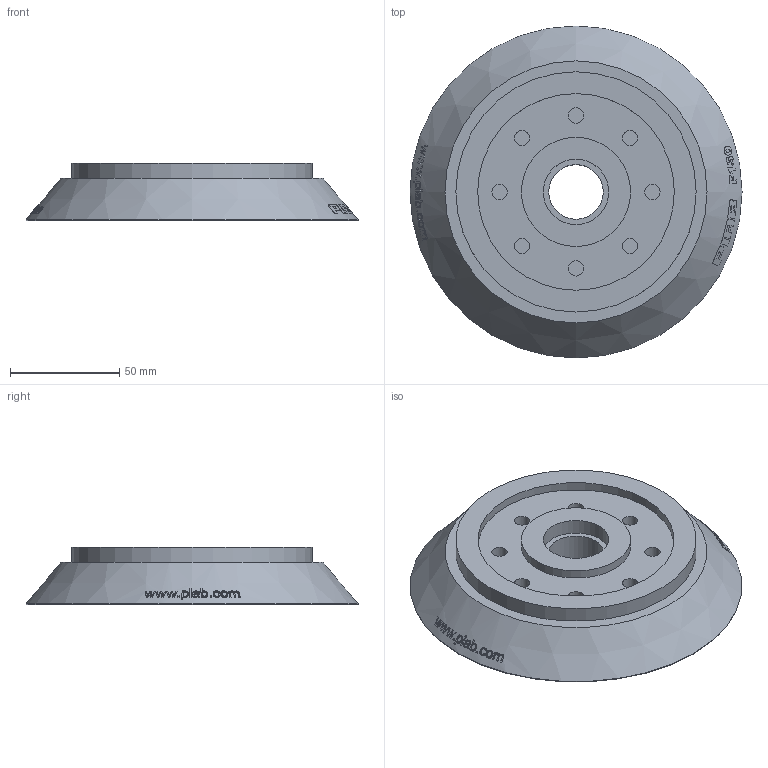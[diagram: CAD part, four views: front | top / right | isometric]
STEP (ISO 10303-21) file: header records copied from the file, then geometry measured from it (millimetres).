
FILE_DESCRIPTION( ( 'Unknown' ), '1' );
FILE_NAME( 'SE-0412780.stp', 'Unknown', ( 'Unknown' ), ( 'Unknown' ), 'PSStep 17.0.49', 'Unknown', ' ' );
FILE_SCHEMA( ( 'AUTOMOTIVE_DESIGN { 1 0 10303 214 1 1 1 1 }' ) );
Length unit declared in the file: millimetre
Products named in the file (1): 1
Bounding box: 152 x 152 x 26.4 mm (x, y, z)
Volume: 295547.4 mm3; surface area: 53497.4 mm2
Topology: 1 solids, 1 shells, 328 faces, 852 edges, 570 vertices
Faces by surface type: bspline 257, cone 31, plane 23, cylinder 16, torus 1
Full cylindrical faces by diameter (mm): 7 x8, 25 x1, 30 x1, 40 x1, 50 x1, 90 x1, 100 x1, 110 x1, 152 x1
Entity records: 15612 total; most frequent: CARTESIAN_POINT 7344, ORIENTED_EDGE 1652, EDGE_CURVE 826, B_SPLINE_CURVE_WITH_KNOTS 792, VERTEX_POINT 562, EDGE_LOOP 392, FACE_OUTER_BOUND 345, STYLED_ITEM 328
